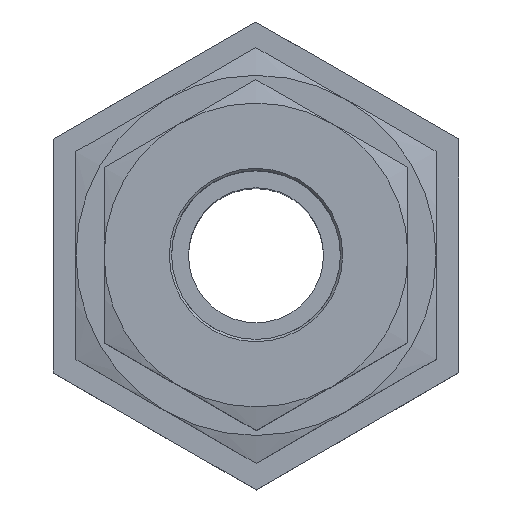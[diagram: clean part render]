
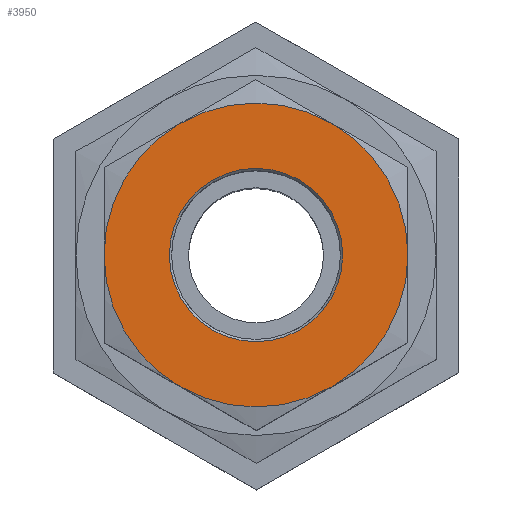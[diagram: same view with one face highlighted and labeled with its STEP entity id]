
A CAD part, top view. The second image highlights one B-rep face of the part: STEP entity #3950.
In plain terms, the highlighted planar face has unit normal (0, 0, 1).
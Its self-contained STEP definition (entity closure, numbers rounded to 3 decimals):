
#3854=CARTESIAN_POINT('',(7.7,0.,17.0));
#3855=VERTEX_POINT('',#3854);
#3856=CARTESIAN_POINT('',(0.0,0.0,17.0));
#3857=DIRECTION('',(0.0,0.0,1.0));
#3858=DIRECTION('',(-1.0,0.0,0.0));
#3859=AXIS2_PLACEMENT_3D('',#3856,#3857,#3858);
#3860=CIRCLE('',#3859,7.7);
#3861=EDGE_CURVE('',#3855,#3855,#3860,.T.);
#3886=CARTESIAN_POINT('',(0.,0.0,17.0));
#3887=DIRECTION('',(0.0,0.0,1.0));
#3888=DIRECTION('',(1.0,0.0,0.0));
#3889=AXIS2_PLACEMENT_3D('',#3886,#3887,#3888);
#3890=PLANE('',#3889);
#3891=CARTESIAN_POINT('',(-6.75,-11.691,17.0));
#3892=VERTEX_POINT('',#3891);
#3893=CARTESIAN_POINT('',(6.75,-11.691,17.0));
#3894=VERTEX_POINT('',#3893);
#3895=CARTESIAN_POINT('',(0.0,0.0,17.0));
#3896=DIRECTION('',(0.0,0.0,1.0));
#3897=DIRECTION('',(-0.5,-0.866,0.0));
#3898=AXIS2_PLACEMENT_3D('',#3895,#3896,#3897);
#3899=CIRCLE('',#3898,13.5);
#3900=EDGE_CURVE('',#3892,#3894,#3899,.T.);
#3901=ORIENTED_EDGE('',*,*,#3900,.T.);
#3902=CARTESIAN_POINT('',(13.5,0.,17.0));
#3903=VERTEX_POINT('',#3902);
#3904=CARTESIAN_POINT('',(0.0,0.0,17.0));
#3905=DIRECTION('',(0.0,0.0,1.0));
#3906=DIRECTION('',(-0.5,-0.866,0.0));
#3907=AXIS2_PLACEMENT_3D('',#3904,#3905,#3906);
#3908=CIRCLE('',#3907,13.5);
#3909=EDGE_CURVE('',#3894,#3903,#3908,.T.);
#3910=ORIENTED_EDGE('',*,*,#3909,.T.);
#3911=CARTESIAN_POINT('',(6.75,11.691,17.0));
#3912=VERTEX_POINT('',#3911);
#3913=CARTESIAN_POINT('',(0.0,0.0,17.0));
#3914=DIRECTION('',(0.0,0.0,1.0));
#3915=DIRECTION('',(-0.5,-0.866,0.0));
#3916=AXIS2_PLACEMENT_3D('',#3913,#3914,#3915);
#3917=CIRCLE('',#3916,13.5);
#3918=EDGE_CURVE('',#3903,#3912,#3917,.T.);
#3919=ORIENTED_EDGE('',*,*,#3918,.T.);
#3920=CARTESIAN_POINT('',(-6.75,11.691,17.0));
#3921=VERTEX_POINT('',#3920);
#3922=CARTESIAN_POINT('',(0.0,0.0,17.0));
#3923=DIRECTION('',(0.0,0.0,1.0));
#3924=DIRECTION('',(-0.5,-0.866,0.0));
#3925=AXIS2_PLACEMENT_3D('',#3922,#3923,#3924);
#3926=CIRCLE('',#3925,13.5);
#3927=EDGE_CURVE('',#3912,#3921,#3926,.T.);
#3928=ORIENTED_EDGE('',*,*,#3927,.T.);
#3929=CARTESIAN_POINT('',(-13.5,0.0,17.0));
#3930=VERTEX_POINT('',#3929);
#3931=CARTESIAN_POINT('',(0.0,0.0,17.0));
#3932=DIRECTION('',(0.0,0.0,1.0));
#3933=DIRECTION('',(-0.5,-0.866,0.0));
#3934=AXIS2_PLACEMENT_3D('',#3931,#3932,#3933);
#3935=CIRCLE('',#3934,13.5);
#3936=EDGE_CURVE('',#3921,#3930,#3935,.T.);
#3937=ORIENTED_EDGE('',*,*,#3936,.T.);
#3938=CARTESIAN_POINT('',(0.0,0.0,17.0));
#3939=DIRECTION('',(0.0,0.0,1.0));
#3940=DIRECTION('',(-0.5,-0.866,0.0));
#3941=AXIS2_PLACEMENT_3D('',#3938,#3939,#3940);
#3942=CIRCLE('',#3941,13.5);
#3943=EDGE_CURVE('',#3930,#3892,#3942,.T.);
#3944=ORIENTED_EDGE('',*,*,#3943,.T.);
#3945=EDGE_LOOP('',(#3901,#3910,#3919,#3928,#3937,#3944));
#3946=FACE_OUTER_BOUND('',#3945,.T.);
#3947=ORIENTED_EDGE('',*,*,#3861,.F.);
#3948=EDGE_LOOP('',(#3947));
#3949=FACE_BOUND('',#3948,.T.);
#3950=ADVANCED_FACE('',(#3946,#3949),#3890,.T.);
